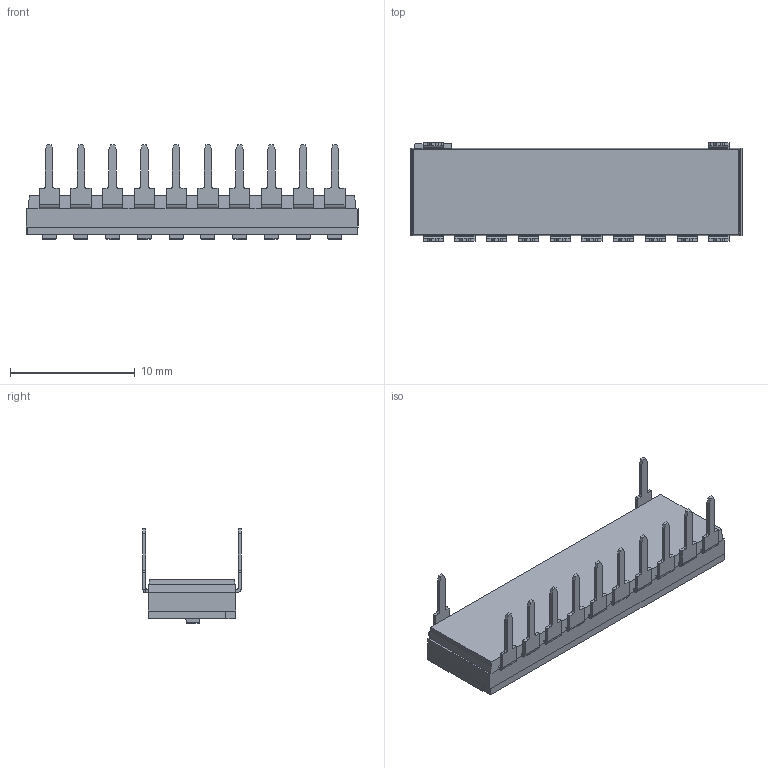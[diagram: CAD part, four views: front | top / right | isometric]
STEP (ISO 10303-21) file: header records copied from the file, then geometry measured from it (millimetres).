
FILE_DESCRIPTION(/* description */ (''),/* implementation_level */ '2;1');
FILE_NAME(/* name */ 'KAD10LHGT.stp',/* time_stamp */ '2024-02-16T15:50:27-06:00',/* author */ ('mroman'),/* organization */ (''),/* preprocessor_version */ 'ST-DEVELOPER v18.1',/* originating_system */ 'Autodesk Inventor 2022',/* authorisation */ '');
FILE_SCHEMA (('AUTOMOTIVE_DESIGN { 1 0 10303 214 3 1 1 }'));
Length unit declared in the file: millimetre
Products named in the file (1): KAD10LHGT
Bounding box: 26.56 x 7.87 x 7.6 mm (x, y, z)
Volume: 562.6 mm3; surface area: 841.1 mm2
Topology: 1 solids, 1 shells, 689 faces, 1783 edges, 1148 vertices
Faces by surface type: plane 508, cylinder 92, bspline 89
Entity records: 25474 total; most frequent: CARTESIAN_POINT 9126, ORIENTED_EDGE 3566, DIRECTION 2953, EDGE_CURVE 1783, LINE 1459, VECTOR 1459, VERTEX_POINT 1148, AXIS2_PLACEMENT_3D 747
